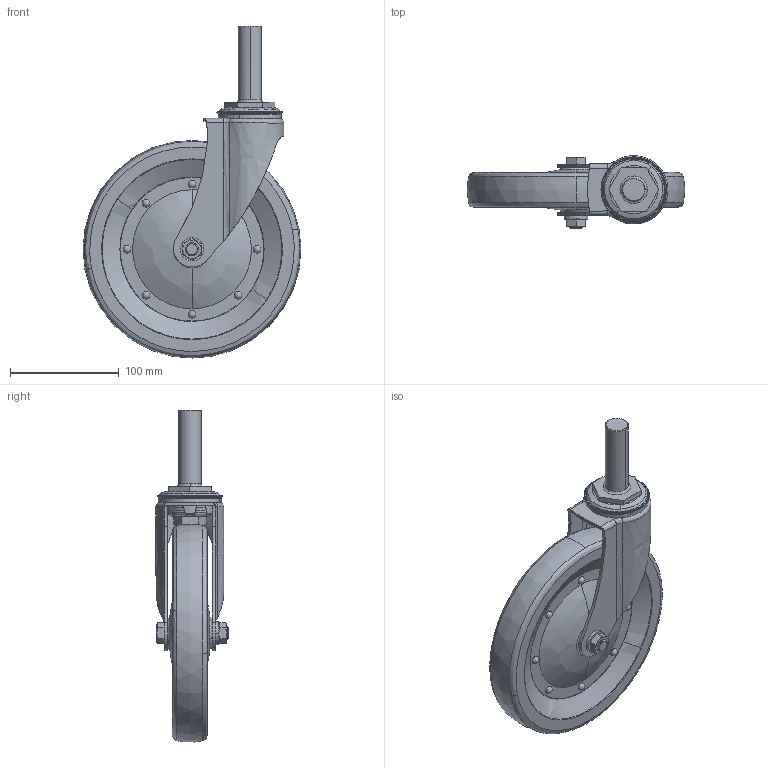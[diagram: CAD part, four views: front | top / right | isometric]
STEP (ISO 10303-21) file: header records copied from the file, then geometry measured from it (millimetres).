
FILE_DESCRIPTION((''),'2;1');
FILE_NAME('','2009-03-19T14:56:46',(''),(''),'','CADfix','');
FILE_SCHEMA(('AUTOMOTIVE_DESIGN { 1 0 10303 214 1 1 1 1 }'));
Length unit declared in the file: millimetre
Bounding box: 200 x 66.65 x 304.86 mm (x, y, z)
Volume: 927268.8 mm3; surface area: 143529.1 mm2
Topology: 4 solids, 4 shells, 358 faces, 1051 edges, 736 vertices
Faces by surface type: bspline 358
Entity records: 18587 total; most frequent: CARTESIAN_POINT 12834, ORIENTED_EDGE 2102, EDGE_CURVE 1051, VERTEX_POINT 736, EDGE_LOOP 401, FACE_OUTER_BOUND 358, ADVANCED_FACE 358, QUASI_UNIFORM_CURVE 284
